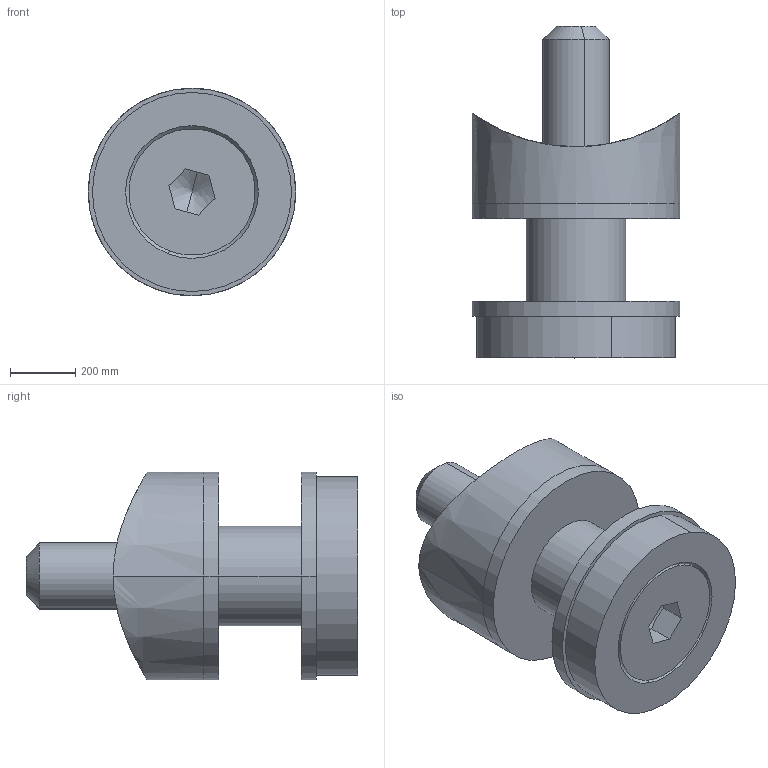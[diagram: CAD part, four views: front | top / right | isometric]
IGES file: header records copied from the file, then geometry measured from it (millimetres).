
Start section: IGES file generated from Kompas f.0 for Windows drawing by the IGES translator from Ascon Ltd., translator version IGESOUT-5.1.
Global section: file name: àðò. KRT432.igs; native system: Kompas( 32 bit ) for Windows; preprocessor: 1.0
Bounding box: 635 x 1016 x 635 mm (x, y, z)
Volume: 150963930.1 mm3; surface area: 4723903.9 mm2
Topology: 6 solids, 6 shells, 55 faces, 118 edges, 75 vertices
Faces by surface type: revolution 37, bspline 18
